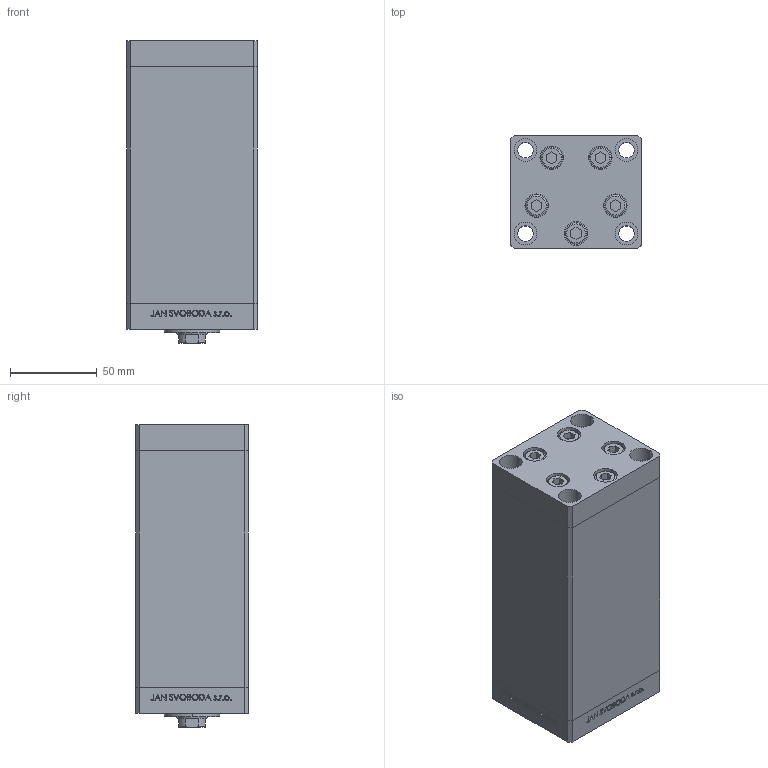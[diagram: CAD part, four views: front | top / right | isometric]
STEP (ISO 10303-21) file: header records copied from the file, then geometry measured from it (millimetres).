
FILE_DESCRIPTION (( 'STEP AP203' ), '1' );
FILE_NAME ('4d40.STEP', '2020-10-12T14:12:55', ( '' ), ( '' ), 'SwSTEP 2.0', 'SolidWorks 2019', '' );
FILE_SCHEMA (( 'CONFIG_CONTROL_DESIGN' ));
Length unit declared in the file: millimetre
Products named in the file (6): 4d40; ALLEN BOLT 98210bd3bc0cd087073fccf4efaae42c; V220C_C CAST PRO VYSUNUTI 98210bd3bc0cd087073fccf4efaae42c; V220C BACK 98210bd3bc0cd087073fccf4efaae42c; V220C FRONT 98210bd3bc0cd087073fccf4efaae42c; V220C_C MIDDLE 98210bd3bc0cd087073fccf4efaae42c
Assembly tree (14 placements, depth 2):
  4d40
    ALLEN BOLT 98210bd3bc0cd087073fccf4efaae42c  x10
    V220C_C MIDDLE 98210bd3bc0cd087073fccf4efaae42c
    V220C BACK 98210bd3bc0cd087073fccf4efaae42c
    V220C FRONT 98210bd3bc0cd087073fccf4efaae42c
    V220C_C CAST PRO VYSUNUTI 98210bd3bc0cd087073fccf4efaae42c
Bounding box: 75 x 65 x 174 mm (x, y, z)
Volume: 682197 mm3; surface area: 140869.5 mm2
Topology: 14 solids, 14 shells, 1173 faces, 2905 edges, 1905 vertices
Faces by surface type: plane 546, bspline 380, cylinder 159, cone 48, torus 40
Entity records: 48719 total; most frequent: CARTESIAN_POINT 26434, ORIENTED_EDGE 4978, DIRECTION 3213, EDGE_CURVE 2489, VERTEX_POINT 1653, LINE 1453, VECTOR 1453, EDGE_LOOP 1152
